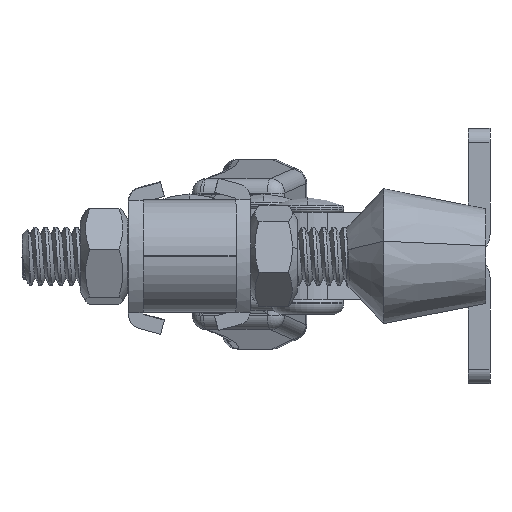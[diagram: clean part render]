
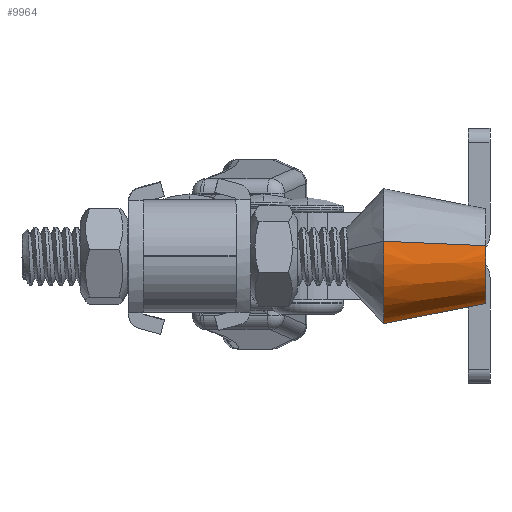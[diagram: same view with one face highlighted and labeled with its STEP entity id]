
A CAD part, left-side view. The second image highlights one B-rep face of the part: STEP entity #9964.
In plain terms, the highlighted conical face has half-angle 11.113 degrees and reference radius 9.25 mm.
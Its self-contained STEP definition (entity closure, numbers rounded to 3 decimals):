
#196 = EDGE_CURVE ( 'NONE', #7730, #28774, #35545, .T. ) ;
#3639 = VERTEX_POINT ( 'NONE', #17598 ) ;
#5154 = EDGE_CURVE ( 'NONE', #14875, #3639, #34493, .T. ) ;
#5539 = VECTOR ( 'NONE', #7990, 1000. ) ;
#6595 = VECTOR ( 'NONE', #14558, 1000. ) ;
#6824 = CONICAL_SURFACE ( 'NONE', #21400, 9.25, 0.194 ) ;
#7689 = FACE_OUTER_BOUND ( 'NONE', #33136, .T. ) ;
#7730 = VERTEX_POINT ( 'NONE', #26236 ) ;
#7896 = DIRECTION ( 'NONE',  ( 0., 0., 1. ) ) ;
#7990 = DIRECTION ( 'NONE',  ( 0., -0.193, 0.981 ) ) ;
#9257 = DIRECTION ( 'NONE',  ( 0., 0., 1. ) ) ;
#9405 = AXIS2_PLACEMENT_3D ( 'NONE', #26082, #9257, #28894 ) ;
#9964 = ADVANCED_FACE ( 'NONE', ( #7689 ), #6824, .T. ) ;
#12057 = CARTESIAN_POINT ( 'NONE',  ( 0., -6.5, -8.5 ) ) ;
#13086 = EDGE_CURVE ( 'NONE', #14875, #7730, #34749, .T. ) ;
#13653 = CARTESIAN_POINT ( 'NONE',  ( 0., -9.25, 5.5 ) ) ;
#14558 = DIRECTION ( 'NONE',  ( 0., 0.193, 0.981 ) ) ;
#14875 = VERTEX_POINT ( 'NONE', #12057 ) ;
#15857 = AXIS2_PLACEMENT_3D ( 'NONE', #32904, #16136, #35724 ) ;
#16136 = DIRECTION ( 'NONE',  ( 0., 0., 1. ) ) ;
#17598 = CARTESIAN_POINT ( 'NONE',  ( 0., -9.25, 5.5 ) ) ;
#18156 = ORIENTED_EDGE ( 'NONE', *, *, #196, .T. ) ;
#19167 = CARTESIAN_POINT ( 'NONE',  ( 0., 0., 5.5 ) ) ;
#19692 = ORIENTED_EDGE ( 'NONE', *, *, #19928, .F. ) ;
#19928 = EDGE_CURVE ( 'NONE', #3639, #28774, #30056, .T. ) ;
#21400 = AXIS2_PLACEMENT_3D ( 'NONE', #19167, #7896, #36091 ) ;
#21853 = ORIENTED_EDGE ( 'NONE', *, *, #5154, .F. ) ;
#26082 = CARTESIAN_POINT ( 'NONE',  ( 0., 0., 5.5 ) ) ;
#26236 = CARTESIAN_POINT ( 'NONE',  ( 0., 6.5, -8.5 ) ) ;
#28401 = CARTESIAN_POINT ( 'NONE',  ( 0., 9.25, 5.5 ) ) ;
#28774 = VERTEX_POINT ( 'NONE', #30295 ) ;
#28894 = DIRECTION ( 'NONE',  ( 0., -1., 0. ) ) ;
#30056 = CIRCLE ( 'NONE', #9405, 9.25 ) ;
#30295 = CARTESIAN_POINT ( 'NONE',  ( 0., 9.25, 5.5 ) ) ;
#32904 = CARTESIAN_POINT ( 'NONE',  ( 0., 0., -8.5 ) ) ;
#33136 = EDGE_LOOP ( 'NONE', ( #34336, #18156, #19692, #21853 ) ) ;
#34336 = ORIENTED_EDGE ( 'NONE', *, *, #13086, .T. ) ;
#34493 = LINE ( 'NONE', #13653, #5539 ) ;
#34749 = CIRCLE ( 'NONE', #15857, 6.5 ) ;
#35545 = LINE ( 'NONE', #28401, #6595 ) ;
#35724 = DIRECTION ( 'NONE',  ( 0., -1., 0. ) ) ;
#36091 = DIRECTION ( 'NONE',  ( 0., -1., 0. ) ) ;
